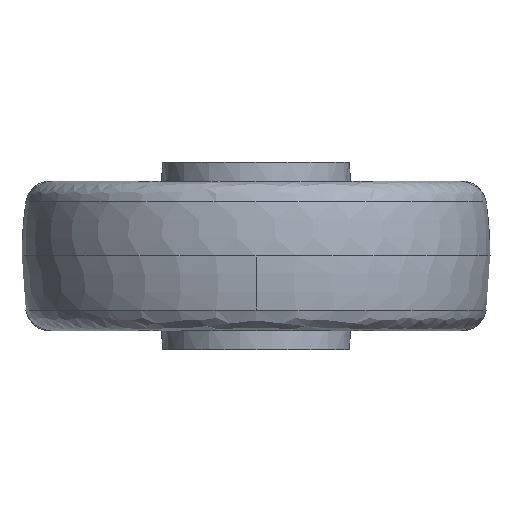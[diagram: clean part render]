
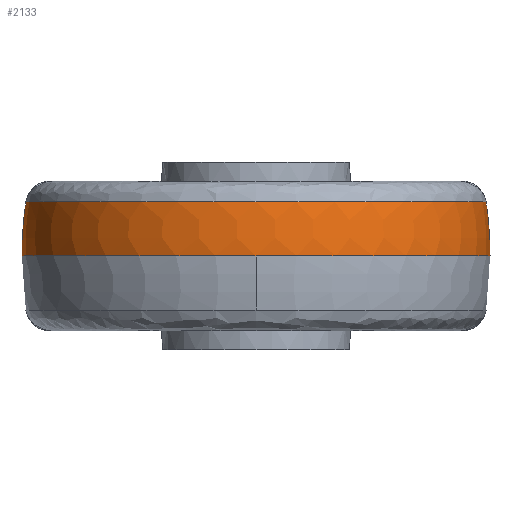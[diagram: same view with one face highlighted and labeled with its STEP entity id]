
A CAD part, front view. The second image highlights one B-rep face of the part: STEP entity #2133.
In plain terms, the highlighted toroidal (fillet/blend) face has major radius 32.499 mm and minor radius 95 mm.
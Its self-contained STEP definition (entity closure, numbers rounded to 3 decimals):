
#19 = DIRECTION ( 'NONE',  ( 0., 0., 1. ) ) ;
#105 = VERTEX_POINT ( 'NONE', #2364 ) ;
#134 = ORIENTED_EDGE ( 'NONE', *, *, #6687, .T. ) ;
#218 = CIRCLE ( 'NONE', #1167, 95. ) ;
#256 = AXIS2_PLACEMENT_3D ( 'NONE', #6621, #6728, #4469 ) ;
#305 = DIRECTION ( 'NONE',  ( 0., 1., 0. ) ) ;
#536 = ORIENTED_EDGE ( 'NONE', *, *, #7223, .F. ) ;
#773 = CARTESIAN_POINT ( 'NONE',  ( 0., 0., 14.459 ) ) ;
#918 = TOROIDAL_SURFACE ( 'NONE', #4892, -32.499, 95. ) ;
#1145 = VERTEX_POINT ( 'NONE', #6041 ) ;
#1167 = AXIS2_PLACEMENT_3D ( 'NONE', #4554, #5657, #1818 ) ;
#1193 = CARTESIAN_POINT ( 'NONE',  ( 0., 0., 0.425 ) ) ;
#1208 = EDGE_CURVE ( 'NONE', #3375, #105, #218, .T. ) ;
#1338 = EDGE_LOOP ( 'NONE', ( #536, #5976, #5691, #134, #5445 ) ) ;
#1456 = AXIS2_PLACEMENT_3D ( 'NONE', #5887, #305, #1840 ) ;
#1818 = DIRECTION ( 'NONE',  ( 0., 0., -1. ) ) ;
#1840 = DIRECTION ( 'NONE',  ( -1., 0., 0. ) ) ;
#2133 = ADVANCED_FACE ( 'NONE', ( #5667 ), #918, .T. ) ;
#2272 = DIRECTION ( 'NONE',  ( -1., 0., 0. ) ) ;
#2284 = DIRECTION ( 'NONE',  ( 1., 0., 0. ) ) ;
#2364 = CARTESIAN_POINT ( 'NONE',  ( -62.5, 0., 0. ) ) ;
#2399 = EDGE_CURVE ( 'NONE', #1145, #3375, #3013, .T. ) ;
#2573 = VERTEX_POINT ( 'NONE', #5170 ) ;
#2818 = CARTESIAN_POINT ( 'NONE',  ( 0., 0., 0. ) ) ;
#2840 = DIRECTION ( 'NONE',  ( 0., 0., -1. ) ) ;
#3013 = CIRCLE ( 'NONE', #6993, 61.459 ) ;
#3275 = DIRECTION ( 'NONE',  ( 0., 0., -1. ) ) ;
#3375 = VERTEX_POINT ( 'NONE', #6173 ) ;
#3439 = CIRCLE ( 'NONE', #256, 62.5 ) ;
#4469 = DIRECTION ( 'NONE',  ( 1., 0., 0. ) ) ;
#4554 = CARTESIAN_POINT ( 'NONE',  ( 32.499, 0., 0.425 ) ) ;
#4602 = VERTEX_POINT ( 'NONE', #6985 ) ;
#4811 = DIRECTION ( 'NONE',  ( -1., 0., 0. ) ) ;
#4892 = AXIS2_PLACEMENT_3D ( 'NONE', #1193, #2840, #2272 ) ;
#4951 = CIRCLE ( 'NONE', #5766, 62.5 ) ;
#5170 = CARTESIAN_POINT ( 'NONE',  ( 0., -62.5, 0. ) ) ;
#5445 = ORIENTED_EDGE ( 'NONE', *, *, #6503, .T. ) ;
#5657 = DIRECTION ( 'NONE',  ( 0., -1., 0. ) ) ;
#5663 = CIRCLE ( 'NONE', #1456, 95. ) ;
#5667 = FACE_OUTER_BOUND ( 'NONE', #1338, .T. ) ;
#5691 = ORIENTED_EDGE ( 'NONE', *, *, #1208, .T. ) ;
#5766 = AXIS2_PLACEMENT_3D ( 'NONE', #2818, #19, #2284 ) ;
#5887 = CARTESIAN_POINT ( 'NONE',  ( -32.499, 0., 0.425 ) ) ;
#5976 = ORIENTED_EDGE ( 'NONE', *, *, #2399, .T. ) ;
#6041 = CARTESIAN_POINT ( 'NONE',  ( 61.459, 0., 14.459 ) ) ;
#6173 = CARTESIAN_POINT ( 'NONE',  ( -61.459, 0., 14.459 ) ) ;
#6503 = EDGE_CURVE ( 'NONE', #2573, #4602, #4951, .T. ) ;
#6621 = CARTESIAN_POINT ( 'NONE',  ( 0., 0., 0. ) ) ;
#6687 = EDGE_CURVE ( 'NONE', #105, #2573, #3439, .T. ) ;
#6728 = DIRECTION ( 'NONE',  ( 0., 0., 1. ) ) ;
#6985 = CARTESIAN_POINT ( 'NONE',  ( 62.5, 0., 0. ) ) ;
#6993 = AXIS2_PLACEMENT_3D ( 'NONE', #773, #3275, #4811 ) ;
#7223 = EDGE_CURVE ( 'NONE', #1145, #4602, #5663, .T. ) ;
